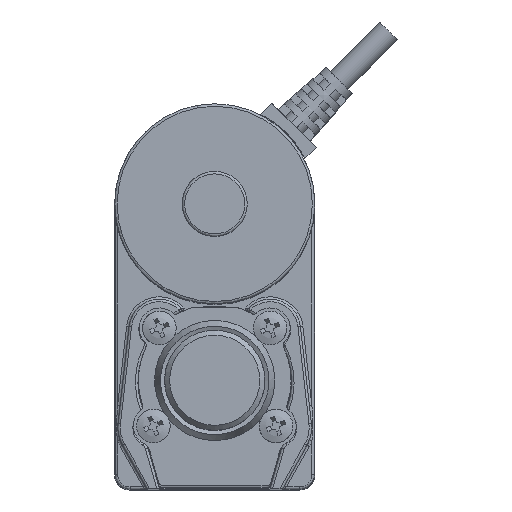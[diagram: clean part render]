
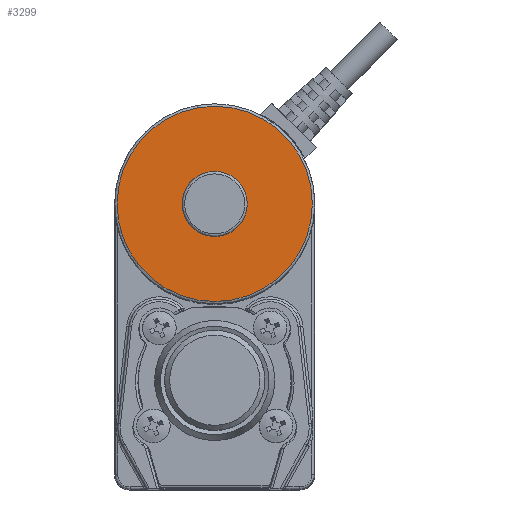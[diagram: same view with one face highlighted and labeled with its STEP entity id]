
A CAD part, top view. The second image highlights one B-rep face of the part: STEP entity #3299.
In plain terms, the highlighted planar face has unit normal (0, 0, 1).
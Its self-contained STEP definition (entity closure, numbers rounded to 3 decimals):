
#2797=FACE_BOUND('',#5104,.T.);
#2798=FACE_BOUND('',#5105,.T.);
#3299=ADVANCED_FACE('',(#2797,#2798),#3977,.T.);
#3977=PLANE('',#15064);
#5104=EDGE_LOOP('',(#7912,#7913));
#5105=EDGE_LOOP('',(#7914));
#7912=ORIENTED_EDGE('',*,*,#12123,.T.);
#7913=ORIENTED_EDGE('',*,*,#12122,.T.);
#7914=ORIENTED_EDGE('',*,*,#12125,.F.);
#10866=VERTEX_POINT('',#21383);
#10867=VERTEX_POINT('',#21384);
#10869=VERTEX_POINT('',#21390);
#12122=EDGE_CURVE('',#10866,#10867,#13690,.T.);
#12123=EDGE_CURVE('',#10867,#10866,#13691,.T.);
#12125=EDGE_CURVE('',#10869,#10869,#13693,.T.);
#13690=CIRCLE('',#15056,19.5);
#13691=CIRCLE('',#15057,19.5);
#13693=CIRCLE('',#15060,6.5);
#15056=AXIS2_PLACEMENT_3D('',#21382,#17221,#17222);
#15057=AXIS2_PLACEMENT_3D('',#21385,#17223,#17224);
#15060=AXIS2_PLACEMENT_3D('',#21389,#17229,#17230);
#15064=AXIS2_PLACEMENT_3D('',#21395,#17237,#17238);
#17221=DIRECTION('',(0.,0.,1.));
#17222=DIRECTION('',(1.,0.,0.));
#17223=DIRECTION('',(0.,0.,1.));
#17224=DIRECTION('',(1.,0.,0.));
#17229=DIRECTION('',(0.,0.,1.));
#17230=DIRECTION('',(0.,1.,0.));
#17237=DIRECTION('',(0.,0.,1.));
#17238=DIRECTION('',(0.008,1.,0.));
#21382=CARTESIAN_POINT('',(0.,-165.45,76.3));
#21383=CARTESIAN_POINT('',(0.063,-145.95,76.3));
#21384=CARTESIAN_POINT('',(-0.063,-145.95,76.3));
#21385=CARTESIAN_POINT('',(0.,-165.45,76.3));
#21389=CARTESIAN_POINT('',(0.,-165.45,76.3));
#21390=CARTESIAN_POINT('',(0.,-158.95,76.3));
#21395=CARTESIAN_POINT('',(0.,-165.45,76.3));
